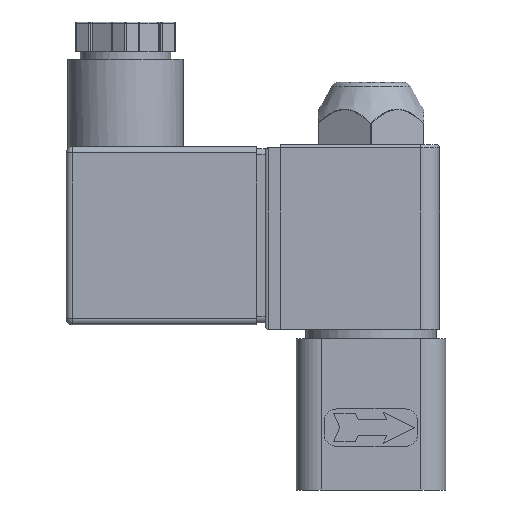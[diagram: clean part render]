
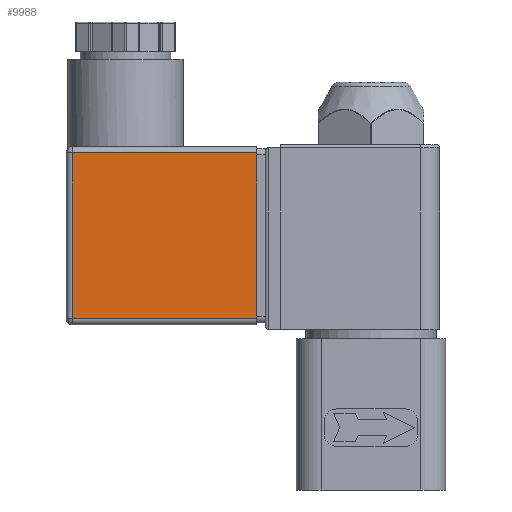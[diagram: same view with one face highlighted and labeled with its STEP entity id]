
A CAD part, left-side view. The second image highlights one B-rep face of the part: STEP entity #9988.
In plain terms, the highlighted planar face has unit normal (-1, 0, 0).
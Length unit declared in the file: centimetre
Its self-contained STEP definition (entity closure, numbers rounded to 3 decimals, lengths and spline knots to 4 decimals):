
#344=PLANE('',#10549);
#976=LINE('',#17229,#1771);
#981=LINE('',#17241,#1776);
#982=LINE('',#17243,#1777);
#983=LINE('',#17244,#1778);
#1771=VECTOR('',#12147,2.66);
#1776=VECTOR('',#12158,2.96);
#1777=VECTOR('',#12159,2.96);
#1778=VECTOR('',#12160,2.66);
#2798=FACE_OUTER_BOUND('',#3414,.T.);
#3414=EDGE_LOOP('',(#8033,#8034,#8035,#8036));
#4553=VERTEX_POINT('',#17226);
#4554=VERTEX_POINT('',#17228);
#4558=VERTEX_POINT('',#17240);
#4559=VERTEX_POINT('',#17242);
#5747=EDGE_CURVE('',#4553,#4554,#976,.T.);
#5753=EDGE_CURVE('',#4554,#4558,#981,.T.);
#5754=EDGE_CURVE('',#4559,#4553,#982,.T.);
#5755=EDGE_CURVE('',#4558,#4559,#983,.T.);
#8033=ORIENTED_EDGE('',*,*,#5753,.F.);
#8034=ORIENTED_EDGE('',*,*,#5747,.F.);
#8035=ORIENTED_EDGE('',*,*,#5754,.F.);
#8036=ORIENTED_EDGE('',*,*,#5755,.F.);
#9988=ADVANCED_FACE('',(#2798),#344,.T.);
#10549=AXIS2_PLACEMENT_3D('',#17239,#12156,#12157);
#12147=DIRECTION('',(0.,0.,-1.));
#12156=DIRECTION('center_axis',(-1.,0.,0.));
#12157=DIRECTION('ref_axis',(0.,-1.,0.));
#12158=DIRECTION('',(0.,1.,0.));
#12159=DIRECTION('',(0.,-1.,0.));
#12160=DIRECTION('',(0.,0.,1.));
#17226=CARTESIAN_POINT('',(-1.055,1.83,5.41));
#17228=CARTESIAN_POINT('',(-1.055,1.83,2.75));
#17229=CARTESIAN_POINT('',(-1.055,1.83,5.51));
#17239=CARTESIAN_POINT('Origin',(-1.055,1.83,5.51));
#17240=CARTESIAN_POINT('',(-1.055,4.79,2.75));
#17241=CARTESIAN_POINT('',(-1.055,1.83,2.75));
#17242=CARTESIAN_POINT('',(-1.055,4.79,5.41));
#17243=CARTESIAN_POINT('',(-1.055,1.83,5.41));
#17244=CARTESIAN_POINT('',(-1.055,4.79,4.795));
